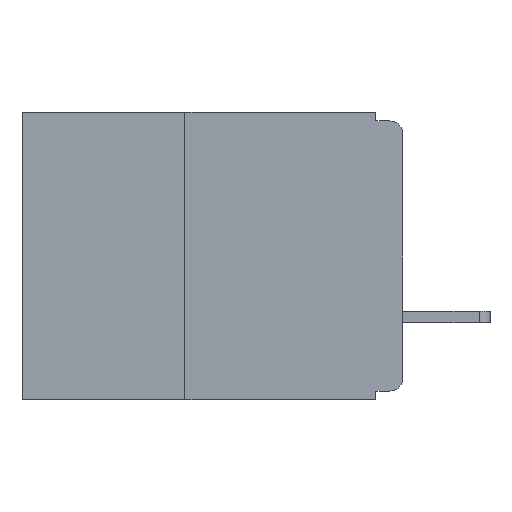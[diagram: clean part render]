
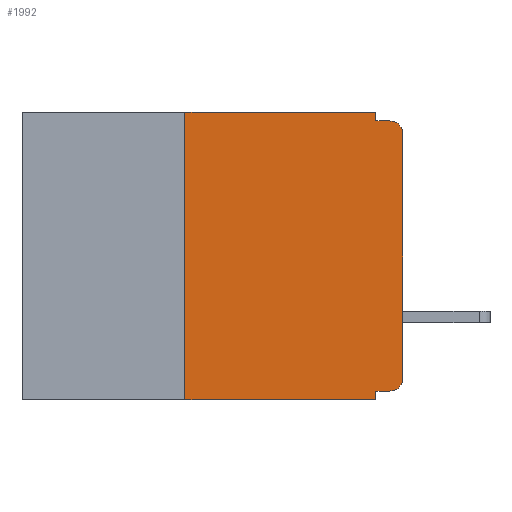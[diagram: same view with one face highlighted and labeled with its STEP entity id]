
A CAD part, left-side view. The second image highlights one B-rep face of the part: STEP entity #1992.
In plain terms, the highlighted planar face has unit normal (-1, 0, 0).
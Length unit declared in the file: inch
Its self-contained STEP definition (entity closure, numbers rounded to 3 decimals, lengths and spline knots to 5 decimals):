
#153 = VECTOR ( 'NONE', #6042, 39.37008 ) ;
#169 = LINE ( 'NONE', #6076, #153 ) ;
#309 = VECTOR ( 'NONE', #6673, 39.37008 ) ;
#377 = LINE ( 'NONE', #6735, #309 ) ;
#576 = CARTESIAN_POINT ( 'NONE',  ( 0., 0.437, 0. ) ) ;
#634 = VERTEX_POINT ( 'NONE', #7139 ) ;
#821 = DIRECTION ( 'NONE',  ( 0., 0., -1. ) ) ;
#1121 = CARTESIAN_POINT ( 'NONE',  ( 0., 0.015, -0.01 ) ) ;
#1421 = VECTOR ( 'NONE', #9577, 39.37008 ) ;
#1482 = LINE ( 'NONE', #9632, #1421 ) ;
#1982 = CIRCLE ( 'NONE', #2615, 0.015 ) ;
#1992 = ADVANCED_FACE ( 'NONE', ( #5790 ), #10834, .F. ) ;
#2180 = DIRECTION ( 'NONE',  ( 0., 0., 1. ) ) ;
#2189 = CARTESIAN_POINT ( 'NONE',  ( 0., 0., 0. ) ) ;
#2210 = VERTEX_POINT ( 'NONE', #8942 ) ;
#2225 = DIRECTION ( 'NONE',  ( 0., 1., 0. ) ) ;
#2268 = CARTESIAN_POINT ( 'NONE',  ( 0., 0.031, 0. ) ) ;
#2499 = CARTESIAN_POINT ( 'NONE',  ( 0., 0., -0.32 ) ) ;
#2613 = EDGE_CURVE ( 'NONE', #10352, #7367, #10397, .T. ) ;
#2615 = AXIS2_PLACEMENT_3D ( 'NONE', #10478, #10471, #10457 ) ;
#2712 = VERTEX_POINT ( 'NONE', #7735 ) ;
#3560 = EDGE_CURVE ( 'NONE', #5979, #4276, #8476, .T. ) ;
#3583 = EDGE_CURVE ( 'NONE', #10352, #6784, #8401, .T. ) ;
#3616 = CARTESIAN_POINT ( 'NONE',  ( 0., 0.437, 0. ) ) ;
#3731 = EDGE_CURVE ( 'NONE', #634, #5979, #8226, .T. ) ;
#4141 = CARTESIAN_POINT ( 'NONE',  ( 0., 0.031, 0. ) ) ;
#4276 = VERTEX_POINT ( 'NONE', #7959 ) ;
#4466 = ORIENTED_EDGE ( 'NONE', *, *, #9533, .T. ) ;
#4478 = CARTESIAN_POINT ( 'NONE',  ( 0., 0., -0.305 ) ) ;
#4675 = ORIENTED_EDGE ( 'NONE', *, *, #8099, .T. ) ;
#4999 = DIRECTION ( 'NONE',  ( 0., -1., 0. ) ) ;
#5391 = DIRECTION ( 'NONE',  ( 0., 0., -1. ) ) ;
#5439 = CARTESIAN_POINT ( 'NONE',  ( 0., 0.031, -0.33 ) ) ;
#5563 = AXIS2_PLACEMENT_3D ( 'NONE', #10362, #10346, #10302 ) ;
#5790 = FACE_OUTER_BOUND ( 'NONE', #7654, .T. ) ;
#5979 = VERTEX_POINT ( 'NONE', #4141 ) ;
#6042 = DIRECTION ( 'NONE',  ( 0., -1., 0. ) ) ;
#6076 = CARTESIAN_POINT ( 'NONE',  ( 0., 0.437, -0.33 ) ) ;
#6103 = ORIENTED_EDGE ( 'NONE', *, *, #8741, .F. ) ;
#6361 = ORIENTED_EDGE ( 'NONE', *, *, #3731, .F. ) ;
#6566 = ORIENTED_EDGE ( 'NONE', *, *, #3583, .T. ) ;
#6673 = DIRECTION ( 'NONE',  ( 0., 0., 1. ) ) ;
#6735 = CARTESIAN_POINT ( 'NONE',  ( 0., 0.25, -0.33 ) ) ;
#6784 = VERTEX_POINT ( 'NONE', #4478 ) ;
#6923 = ORIENTED_EDGE ( 'NONE', *, *, #2613, .F. ) ;
#7139 = CARTESIAN_POINT ( 'NONE',  ( 0., 0.25, 0. ) ) ;
#7193 = VERTEX_POINT ( 'NONE', #1121 ) ;
#7367 = VERTEX_POINT ( 'NONE', #9472 ) ;
#7644 = ORIENTED_EDGE ( 'NONE', *, *, #8967, .F. ) ;
#7654 = EDGE_LOOP ( 'NONE', ( #4466, #4675, #8424, #8344, #6361, #6103, #7701, #7644, #6923, #6566 ) ) ;
#7701 = ORIENTED_EDGE ( 'NONE', *, *, #8839, .T. ) ;
#7735 = CARTESIAN_POINT ( 'NONE',  ( 0., 0.25, -0.33 ) ) ;
#7770 = VECTOR ( 'NONE', #2180, 39.37008 ) ;
#7772 = AXIS2_PLACEMENT_3D ( 'NONE', #576, #10830, #10800 ) ;
#7837 = LINE ( 'NONE', #2189, #7770 ) ;
#7959 = CARTESIAN_POINT ( 'NONE',  ( 0., 0.031, -0.01 ) ) ;
#8099 = EDGE_CURVE ( 'NONE', #8371, #7193, #1982, .T. ) ;
#8131 = VECTOR ( 'NONE', #4999, 39.37008 ) ;
#8226 = LINE ( 'NONE', #3616, #8131 ) ;
#8306 = EDGE_CURVE ( 'NONE', #4276, #7193, #1482, .T. ) ;
#8344 = ORIENTED_EDGE ( 'NONE', *, *, #3560, .F. ) ;
#8371 = VERTEX_POINT ( 'NONE', #9192 ) ;
#8401 = CIRCLE ( 'NONE', #5563, 0.015 ) ;
#8424 = ORIENTED_EDGE ( 'NONE', *, *, #8306, .F. ) ;
#8476 = LINE ( 'NONE', #2268, #8492 ) ;
#8492 = VECTOR ( 'NONE', #821, 39.37008 ) ;
#8741 = EDGE_CURVE ( 'NONE', #2712, #634, #377, .T. ) ;
#8839 = EDGE_CURVE ( 'NONE', #2712, #2210, #169, .T. ) ;
#8895 = CARTESIAN_POINT ( 'NONE',  ( 0., 0.015, -0.32 ) ) ;
#8942 = CARTESIAN_POINT ( 'NONE',  ( 0., 0.031, -0.33 ) ) ;
#8967 = EDGE_CURVE ( 'NONE', #7367, #2210, #9880, .T. ) ;
#9192 = CARTESIAN_POINT ( 'NONE',  ( 0., 0., -0.025 ) ) ;
#9472 = CARTESIAN_POINT ( 'NONE',  ( 0., 0.031, -0.32 ) ) ;
#9533 = EDGE_CURVE ( 'NONE', #6784, #8371, #7837, .T. ) ;
#9577 = DIRECTION ( 'NONE',  ( 0., -1., 0. ) ) ;
#9632 = CARTESIAN_POINT ( 'NONE',  ( 0., 0., -0.01 ) ) ;
#9874 = VECTOR ( 'NONE', #5391, 39.37008 ) ;
#9880 = LINE ( 'NONE', #5439, #9874 ) ;
#10302 = DIRECTION ( 'NONE',  ( 0., 0., -1. ) ) ;
#10346 = DIRECTION ( 'NONE',  ( -1., 0., 0. ) ) ;
#10352 = VERTEX_POINT ( 'NONE', #8895 ) ;
#10362 = CARTESIAN_POINT ( 'NONE',  ( 0., 0.015, -0.305 ) ) ;
#10397 = LINE ( 'NONE', #2499, #10428 ) ;
#10428 = VECTOR ( 'NONE', #2225, 39.37008 ) ;
#10457 = DIRECTION ( 'NONE',  ( 0., 0., -1. ) ) ;
#10471 = DIRECTION ( 'NONE',  ( -1., 0., 0. ) ) ;
#10478 = CARTESIAN_POINT ( 'NONE',  ( 0., 0.015, -0.025 ) ) ;
#10800 = DIRECTION ( 'NONE',  ( 0., 0., -1. ) ) ;
#10830 = DIRECTION ( 'NONE',  ( 1., 0., 0. ) ) ;
#10834 = PLANE ( 'NONE',  #7772 ) ;
